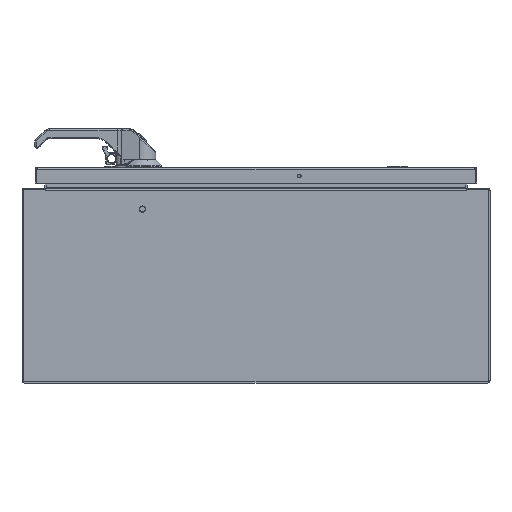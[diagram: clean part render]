
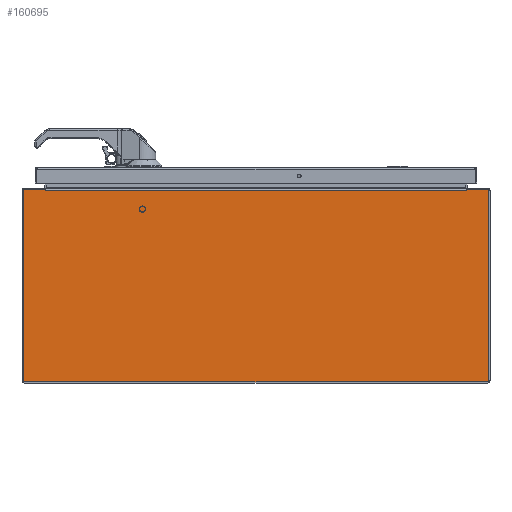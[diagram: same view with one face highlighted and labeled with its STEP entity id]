
A CAD part, front view. The second image highlights one B-rep face of the part: STEP entity #160695.
In plain terms, the highlighted planar face has unit normal (0, -1, 0).
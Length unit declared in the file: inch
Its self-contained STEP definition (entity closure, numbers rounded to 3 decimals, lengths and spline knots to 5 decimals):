
#2176 = ORIENTED_EDGE ( 'NONE', *, *, #107684, .T. ) ;
#3485 = ORIENTED_EDGE ( 'NONE', *, *, #160116, .T. ) ;
#5935 = DIRECTION ( 'NONE',  ( 0., -1., 0. ) ) ;
#7080 = CIRCLE ( 'NONE', #130059, 0.08 ) ;
#7454 = DIRECTION ( 'NONE',  ( -1., 0., 0. ) ) ;
#9884 = CARTESIAN_POINT ( 'NONE',  ( -10.82312, -12.6875, 4.937 ) ) ;
#11215 = CARTESIAN_POINT ( 'NONE',  ( 0., -12.6875, 4.937 ) ) ;
#12248 = VERTEX_POINT ( 'NONE', #13741 ) ;
#13741 = CARTESIAN_POINT ( 'NONE',  ( -11.937, -12.6875, 4.857 ) ) ;
#13862 = CARTESIAN_POINT ( 'NONE',  ( -10.81836, -12.6875, 4.91 ) ) ;
#15583 = DIRECTION ( 'NONE',  ( -1., 0., 0. ) ) ;
#15979 = ORIENTED_EDGE ( 'NONE', *, *, #49253, .T. ) ;
#19327 = VERTEX_POINT ( 'NONE', #26623 ) ;
#22156 = EDGE_CURVE ( 'NONE', #192093, #178195, #192227, .T. ) ;
#26623 = CARTESIAN_POINT ( 'NONE',  ( 10.798, -12.6875, 4.883 ) ) ;
#29390 = ORIENTED_EDGE ( 'NONE', *, *, #49598, .T. ) ;
#31717 = LINE ( 'NONE', #135127, #73326 ) ;
#32330 = VERTEX_POINT ( 'NONE', #179264 ) ;
#32357 = DIRECTION ( 'NONE',  ( 0., 0., -1. ) ) ;
#33147 = CARTESIAN_POINT ( 'NONE',  ( 11.857, -12.6875, 4.857 ) ) ;
#33558 = VERTEX_POINT ( 'NONE', #81080 ) ;
#34376 = DIRECTION ( 'NONE',  ( 1., 0., 0. ) ) ;
#37211 = CARTESIAN_POINT ( 'NONE',  ( 0., -12.6875, 4.883 ) ) ;
#42425 = VERTEX_POINT ( 'NONE', #137944 ) ;
#44426 = CARTESIAN_POINT ( 'NONE',  ( -11.937, -12.6875, -4.857 ) ) ;
#46691 = CARTESIAN_POINT ( 'NONE',  ( -11.857, -12.6875, -4.857 ) ) ;
#49122 = ORIENTED_EDGE ( 'NONE', *, *, #56583, .F. ) ;
#49253 = EDGE_CURVE ( 'NONE', #148556, #85993, #59640, .T. ) ;
#49304 = DIRECTION ( 'NONE',  ( 0., 0., -1. ) ) ;
#49598 = EDGE_CURVE ( 'NONE', #116395, #192316, #7080, .T. ) ;
#51432 = CARTESIAN_POINT ( 'NONE',  ( 10.8136, -12.6875, 4.883 ) ) ;
#52005 = CARTESIAN_POINT ( 'NONE',  ( 11.937, -12.6875, 0. ) ) ;
#55452 = FACE_OUTER_BOUND ( 'NONE', #148254, .T. ) ;
#56583 = EDGE_CURVE ( 'NONE', #138255, #33558, #64465, .T. ) ;
#57072 = CARTESIAN_POINT ( 'NONE',  ( 0., -12.6875, -4.937 ) ) ;
#57602 = PLANE ( 'NONE',  #159298 ) ;
#58624 = VECTOR ( 'NONE', #110045, 39.37008 ) ;
#59640 = CIRCLE ( 'NONE', #63261, 0.08 ) ;
#59773 = CARTESIAN_POINT ( 'NONE',  ( -11.857, -12.6875, 4.857 ) ) ;
#59801 = EDGE_CURVE ( 'NONE', #192316, #119211, #62876, .T. ) ;
#62876 = LINE ( 'NONE', #11215, #208279 ) ;
#63261 = AXIS2_PLACEMENT_3D ( 'NONE', #75564, #141677, #175725 ) ;
#64465 = LINE ( 'NONE', #13862, #162067 ) ;
#65123 = EDGE_CURVE ( 'NONE', #85993, #116395, #168672, .T. ) ;
#67581 = ORIENTED_EDGE ( 'NONE', *, *, #118208, .T. ) ;
#71130 = ORIENTED_EDGE ( 'NONE', *, *, #91799, .T. ) ;
#73326 = VECTOR ( 'NONE', #49304, 39.37008 ) ;
#74822 = CARTESIAN_POINT ( 'NONE',  ( 10.81836, -12.6875, 4.91 ) ) ;
#75564 = CARTESIAN_POINT ( 'NONE',  ( 11.857, -12.6875, -4.857 ) ) ;
#81080 = CARTESIAN_POINT ( 'NONE',  ( -10.8136, -12.6875, 4.883 ) ) ;
#85993 = VERTEX_POINT ( 'NONE', #163222 ) ;
#91165 = LINE ( 'NONE', #57072, #133400 ) ;
#91799 = EDGE_CURVE ( 'NONE', #12248, #192093, #31717, .T. ) ;
#97339 = AXIS2_PLACEMENT_3D ( 'NONE', #46691, #197426, #32357 ) ;
#104719 = ORIENTED_EDGE ( 'NONE', *, *, #176064, .T. ) ;
#107684 = EDGE_CURVE ( 'NONE', #119211, #191064, #163902, .T. ) ;
#108290 = DIRECTION ( 'NONE',  ( 0., -1., 0. ) ) ;
#110045 = DIRECTION ( 'NONE',  ( -0.174, 0., -0.985 ) ) ;
#110728 = ORIENTED_EDGE ( 'NONE', *, *, #190299, .T. ) ;
#115711 = DIRECTION ( 'NONE',  ( 0., -1., 0. ) ) ;
#116395 = VERTEX_POINT ( 'NONE', #207064 ) ;
#118208 = EDGE_CURVE ( 'NONE', #42425, #12248, #168904, .T. ) ;
#119211 = VERTEX_POINT ( 'NONE', #154861 ) ;
#120436 = DIRECTION ( 'NONE',  ( 0., 0., -1. ) ) ;
#122882 = ORIENTED_EDGE ( 'NONE', *, *, #130977, .T. ) ;
#123691 = EDGE_CURVE ( 'NONE', #33558, #32330, #185143, .T. ) ;
#124927 = CARTESIAN_POINT ( 'NONE',  ( -11.857, -12.6875, -4.937 ) ) ;
#126952 = DIRECTION ( 'NONE',  ( 0., 0., -1. ) ) ;
#127424 = VECTOR ( 'NONE', #130959, 39.37008 ) ;
#128900 = CARTESIAN_POINT ( 'NONE',  ( 11.857, -12.6875, 4.937 ) ) ;
#130059 = AXIS2_PLACEMENT_3D ( 'NONE', #33147, #115711, #185001 ) ;
#130959 = DIRECTION ( 'NONE',  ( -1., 0., 0. ) ) ;
#130977 = EDGE_CURVE ( 'NONE', #178195, #148556, #91165, .T. ) ;
#133400 = VECTOR ( 'NONE', #159383, 39.37008 ) ;
#133491 = DIRECTION ( 'NONE',  ( 0., 0., 1. ) ) ;
#134816 = VECTOR ( 'NONE', #34376, 39.37008 ) ;
#135127 = CARTESIAN_POINT ( 'NONE',  ( -11.937, -12.6875, 0. ) ) ;
#137944 = CARTESIAN_POINT ( 'NONE',  ( -11.857, -12.6875, 4.937 ) ) ;
#138255 = VERTEX_POINT ( 'NONE', #9884 ) ;
#140695 = ORIENTED_EDGE ( 'NONE', *, *, #59801, .T. ) ;
#141677 = DIRECTION ( 'NONE',  ( 0., -1., 0. ) ) ;
#147044 = ORIENTED_EDGE ( 'NONE', *, *, #123691, .F. ) ;
#148254 = EDGE_LOOP ( 'NONE', ( #104719, #67581, #71130, #176374, #122882, #15979, #180260, #29390, #140695, #2176, #3485, #110728, #147044, #49122 ) ) ;
#148556 = VERTEX_POINT ( 'NONE', #206989 ) ;
#153424 = CARTESIAN_POINT ( 'NONE',  ( 0., -12.6875, 0. ) ) ;
#154861 = CARTESIAN_POINT ( 'NONE',  ( 10.82312, -12.6875, 4.937 ) ) ;
#156419 = DIRECTION ( 'NONE',  ( -1., 0., 0. ) ) ;
#159298 = AXIS2_PLACEMENT_3D ( 'NONE', #153424, #5935, #120436 ) ;
#159383 = DIRECTION ( 'NONE',  ( 1., 0., 0. ) ) ;
#160116 = EDGE_CURVE ( 'NONE', #191064, #19327, #182651, .T. ) ;
#160695 = ADVANCED_FACE ( 'NONE', ( #55452 ), #57602, .T. ) ;
#162067 = VECTOR ( 'NONE', #163543, 39.37008 ) ;
#162880 = CARTESIAN_POINT ( 'NONE',  ( 10.8058, -12.6875, 4.883 ) ) ;
#163222 = CARTESIAN_POINT ( 'NONE',  ( 11.937, -12.6875, -4.857 ) ) ;
#163543 = DIRECTION ( 'NONE',  ( 0.174, 0., -0.985 ) ) ;
#163902 = LINE ( 'NONE', #74822, #58624 ) ;
#166288 = VECTOR ( 'NONE', #133491, 39.37008 ) ;
#168672 = LINE ( 'NONE', #52005, #166288 ) ;
#168904 = CIRCLE ( 'NONE', #211109, 0.08 ) ;
#172534 = LINE ( 'NONE', #37211, #185931 ) ;
#175725 = DIRECTION ( 'NONE',  ( 0., 0., -1. ) ) ;
#176064 = EDGE_CURVE ( 'NONE', #138255, #42425, #188351, .T. ) ;
#176374 = ORIENTED_EDGE ( 'NONE', *, *, #22156, .T. ) ;
#177173 = VECTOR ( 'NONE', #156419, 39.37008 ) ;
#178195 = VERTEX_POINT ( 'NONE', #124927 ) ;
#179264 = CARTESIAN_POINT ( 'NONE',  ( -10.798, -12.6875, 4.883 ) ) ;
#180260 = ORIENTED_EDGE ( 'NONE', *, *, #65123, .T. ) ;
#181864 = CARTESIAN_POINT ( 'NONE',  ( -10.8058, -12.6875, 4.883 ) ) ;
#182651 = LINE ( 'NONE', #162880, #127424 ) ;
#185001 = DIRECTION ( 'NONE',  ( 0., 0., -1. ) ) ;
#185143 = LINE ( 'NONE', #181864, #134816 ) ;
#185931 = VECTOR ( 'NONE', #7454, 39.37008 ) ;
#188351 = LINE ( 'NONE', #208080, #177173 ) ;
#190299 = EDGE_CURVE ( 'NONE', #19327, #32330, #172534, .T. ) ;
#191064 = VERTEX_POINT ( 'NONE', #51432 ) ;
#192093 = VERTEX_POINT ( 'NONE', #44426 ) ;
#192227 = CIRCLE ( 'NONE', #97339, 0.08 ) ;
#192316 = VERTEX_POINT ( 'NONE', #128900 ) ;
#197426 = DIRECTION ( 'NONE',  ( 0., -1., 0. ) ) ;
#206989 = CARTESIAN_POINT ( 'NONE',  ( 11.857, -12.6875, -4.937 ) ) ;
#207064 = CARTESIAN_POINT ( 'NONE',  ( 11.937, -12.6875, 4.857 ) ) ;
#208080 = CARTESIAN_POINT ( 'NONE',  ( 0., -12.6875, 4.937 ) ) ;
#208279 = VECTOR ( 'NONE', #15583, 39.37008 ) ;
#211109 = AXIS2_PLACEMENT_3D ( 'NONE', #59773, #108290, #126952 ) ;
